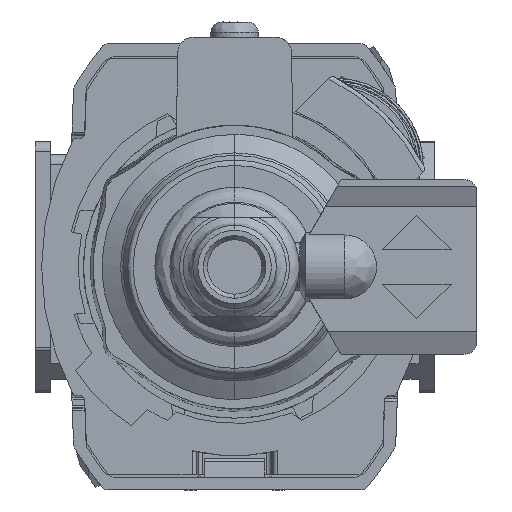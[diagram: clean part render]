
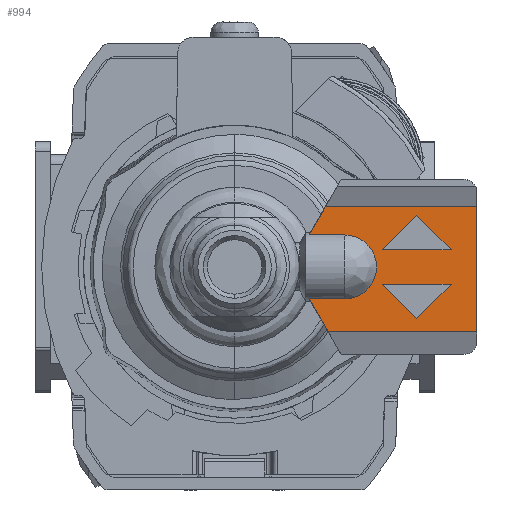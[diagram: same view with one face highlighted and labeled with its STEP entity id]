
A CAD part, front view. The second image highlights one B-rep face of the part: STEP entity #994.
In plain terms, the highlighted planar face has unit normal (0, -1, 0).
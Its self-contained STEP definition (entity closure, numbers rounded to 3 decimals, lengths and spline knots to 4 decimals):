
#87 = VERTEX_POINT ( 'NONE', #29002 ) ;
#250 = CARTESIAN_POINT ( 'NONE',  ( 0.3423, -4.2477, -0.1466 ) ) ;
#878 = ORIENTED_EDGE ( 'NONE', *, *, #15727, .F. ) ;
#994 = ADVANCED_FACE ( 'NONE', ( #3743, #37467, #36612 ), #33322, .F. ) ;
#1108 = ORIENTED_EDGE ( 'NONE', *, *, #1622, .F. ) ;
#1129 = CARTESIAN_POINT ( 'NONE',  ( 0.5051, -4.2477, 0. ) ) ;
#1511 = EDGE_LOOP ( 'NONE', ( #35205, #35851, #878 ) ) ;
#1544 = VERTEX_POINT ( 'NONE', #42149 ) ;
#1622 = EDGE_CURVE ( 'NONE', #25726, #32953, #35371, .T. ) ;
#1777 = VECTOR ( 'NONE', #37141, 39.3701 ) ;
#2181 = AXIS2_PLACEMENT_3D ( 'NONE', #36814, #10307, #19730 ) ;
#2251 = VERTEX_POINT ( 'NONE', #16151 ) ;
#2389 = EDGE_LOOP ( 'NONE', ( #3272, #16539, #13818 ) ) ;
#2435 = CARTESIAN_POINT ( 'NONE',  ( 1.1122, -4.2477, -0.2981 ) ) ;
#2843 = CARTESIAN_POINT ( 'NONE',  ( 0.6783, -4.2477, -0.0787 ) ) ;
#3182 = CARTESIAN_POINT ( 'NONE',  ( 1.1122, -4.2477, -0.0787 ) ) ;
#3272 = ORIENTED_EDGE ( 'NONE', *, *, #12213, .F. ) ;
#3630 = LINE ( 'NONE', #13707, #1777 ) ;
#3743 = FACE_BOUND ( 'NONE', #1511, .T. ) ;
#3776 = CARTESIAN_POINT ( 'NONE',  ( 0.5051, -4.2477, 0.1466 ) ) ;
#4003 = EDGE_CURVE ( 'NONE', #87, #13305, #28924, .T. ) ;
#4461 = VERTEX_POINT ( 'NONE', #10935 ) ;
#4634 = CARTESIAN_POINT ( 'NONE',  ( 0.9933, -4.2477, 0.0787 ) ) ;
#5209 = VECTOR ( 'NONE', #33244, 39.3701 ) ;
#5356 = CARTESIAN_POINT ( 'NONE',  ( 0.2576, -4.2477, 0. ) ) ;
#5410 = DIRECTION ( 'NONE',  ( 1., 0., 0. ) ) ;
#6042 = LINE ( 'NONE', #3182, #9717 ) ;
#6048 = EDGE_CURVE ( 'NONE', #13305, #25726, #3630, .T. ) ;
#6122 = DIRECTION ( 'NONE',  ( 0.707, 0., -0.707 ) ) ;
#7003 = VECTOR ( 'NONE', #9212, 39.3701 ) ;
#7051 = CARTESIAN_POINT ( 'NONE',  ( 0.3423, -4.2477, 0.1466 ) ) ;
#7619 = CARTESIAN_POINT ( 'NONE',  ( 0.6783, -4.2477, -0.0787 ) ) ;
#9118 = VECTOR ( 'NONE', #41448, 39.3701 ) ;
#9212 = DIRECTION ( 'NONE',  ( -1., 0., 0. ) ) ;
#9510 = VERTEX_POINT ( 'NONE', #36437 ) ;
#9717 = VECTOR ( 'NONE', #29479, 39.3701 ) ;
#10057 = VERTEX_POINT ( 'NONE', #16027 ) ;
#10307 = DIRECTION ( 'NONE',  ( 0., 1., 0. ) ) ;
#10874 = CARTESIAN_POINT ( 'NONE',  ( 1.1122, -4.2477, 0.2756 ) ) ;
#10935 = CARTESIAN_POINT ( 'NONE',  ( 1.1115, -4.2477, -0.2981 ) ) ;
#11186 = DIRECTION ( 'NONE',  ( -0.707, 0., -0.707 ) ) ;
#12213 = EDGE_CURVE ( 'NONE', #18325, #17816, #6042, .T. ) ;
#12488 = CARTESIAN_POINT ( 'NONE',  ( 0.4168, -4.2477, 0.2756 ) ) ;
#12831 = EDGE_CURVE ( 'NONE', #10057, #38281, #27202, .T. ) ;
#12931 = EDGE_CURVE ( 'NONE', #4461, #1544, #35742, .T. ) ;
#13305 = VERTEX_POINT ( 'NONE', #3776 ) ;
#13707 = CARTESIAN_POINT ( 'NONE',  ( 0.6626, -4.2477, 0.1466 ) ) ;
#13818 = ORIENTED_EDGE ( 'NONE', *, *, #41093, .F. ) ;
#13985 = CARTESIAN_POINT ( 'NONE',  ( 0.6783, -4.2477, 0.0787 ) ) ;
#14091 = CARTESIAN_POINT ( 'NONE',  ( 0.4297, -4.2477, -0.2981 ) ) ;
#14717 = CARTESIAN_POINT ( 'NONE',  ( 1.1122, -4.2477, 0.0787 ) ) ;
#15417 = DIRECTION ( 'NONE',  ( 0.5, 0., 0.866 ) ) ;
#15727 = EDGE_CURVE ( 'NONE', #39998, #10057, #31788, .T. ) ;
#16027 = CARTESIAN_POINT ( 'NONE',  ( 0.9933, -4.2477, 0.0787 ) ) ;
#16151 = CARTESIAN_POINT ( 'NONE',  ( 1.1115, -4.2477, 0.2756 ) ) ;
#16539 = ORIENTED_EDGE ( 'NONE', *, *, #32596, .F. ) ;
#16729 = VECTOR ( 'NONE', #41432, 39.3701 ) ;
#16997 = CARTESIAN_POINT ( 'NONE',  ( 0.8358, -4.2477, -0.2362 ) ) ;
#17785 = DIRECTION ( 'NONE',  ( -0.5, 0., 0.866 ) ) ;
#17816 = VERTEX_POINT ( 'NONE', #7619 ) ;
#18325 = VERTEX_POINT ( 'NONE', #34469 ) ;
#18975 = DIRECTION ( 'NONE',  ( 0., 0., -1. ) ) ;
#19350 = VECTOR ( 'NONE', #18975, 39.3701 ) ;
#19730 = DIRECTION ( 'NONE',  ( 0., 0., 1. ) ) ;
#19858 = EDGE_CURVE ( 'NONE', #1544, #41524, #30506, .T. ) ;
#20493 = LINE ( 'NONE', #10874, #21054 ) ;
#20867 = EDGE_LOOP ( 'NONE', ( #31080, #34802, #21555, #23588, #32467, #32321, #1108, #36091 ) ) ;
#21054 = VECTOR ( 'NONE', #30158, 39.3701 ) ;
#21257 = DIRECTION ( 'NONE',  ( 0., -1., 0. ) ) ;
#21555 = ORIENTED_EDGE ( 'NONE', *, *, #19858, .F. ) ;
#22579 = CARTESIAN_POINT ( 'NONE',  ( 0.8358, -4.2477, 0.2362 ) ) ;
#22725 = EDGE_CURVE ( 'NONE', #2251, #4461, #25322, .T. ) ;
#23588 = ORIENTED_EDGE ( 'NONE', *, *, #12931, .F. ) ;
#23891 = VECTOR ( 'NONE', #15417, 39.3701 ) ;
#24553 = DIRECTION ( 'NONE',  ( 0., 0., -1. ) ) ;
#24594 = EDGE_CURVE ( 'NONE', #38281, #39998, #37902, .T. ) ;
#25322 = LINE ( 'NONE', #29285, #19350 ) ;
#25726 = VERTEX_POINT ( 'NONE', #7051 ) ;
#27202 = LINE ( 'NONE', #4634, #16729 ) ;
#27901 = LINE ( 'NONE', #16997, #5209 ) ;
#28526 = EDGE_CURVE ( 'NONE', #32953, #2251, #20493, .T. ) ;
#28924 = CIRCLE ( 'NONE', #42241, 0.1466 ) ;
#29002 = CARTESIAN_POINT ( 'NONE',  ( 0.5051, -4.2477, -0.1466 ) ) ;
#29285 = CARTESIAN_POINT ( 'NONE',  ( 1.1115, -4.2477, 0.2756 ) ) ;
#29479 = DIRECTION ( 'NONE',  ( -1., 0., 0. ) ) ;
#30158 = DIRECTION ( 'NONE',  ( 1., 0., 0. ) ) ;
#30506 = LINE ( 'NONE', #14091, #41237 ) ;
#31080 = ORIENTED_EDGE ( 'NONE', *, *, #4003, .F. ) ;
#31311 = VECTOR ( 'NONE', #6122, 39.3701 ) ;
#31536 = CARTESIAN_POINT ( 'NONE',  ( 0.8358, -4.2477, 0.2362 ) ) ;
#31788 = LINE ( 'NONE', #14717, #9118 ) ;
#31897 = CARTESIAN_POINT ( 'NONE',  ( 0.6626, -4.2477, -0.1466 ) ) ;
#32321 = ORIENTED_EDGE ( 'NONE', *, *, #28526, .F. ) ;
#32467 = ORIENTED_EDGE ( 'NONE', *, *, #22725, .F. ) ;
#32596 = EDGE_CURVE ( 'NONE', #9510, #18325, #27901, .T. ) ;
#32617 = LINE ( 'NONE', #2843, #31311 ) ;
#32953 = VERTEX_POINT ( 'NONE', #12488 ) ;
#33244 = DIRECTION ( 'NONE',  ( 0.707, 0., 0.707 ) ) ;
#33322 = PLANE ( 'NONE',  #2181 ) ;
#34469 = CARTESIAN_POINT ( 'NONE',  ( 0.9933, -4.2477, -0.0787 ) ) ;
#34802 = ORIENTED_EDGE ( 'NONE', *, *, #37330, .F. ) ;
#35205 = ORIENTED_EDGE ( 'NONE', *, *, #24594, .F. ) ;
#35209 = LINE ( 'NONE', #31897, #38898 ) ;
#35371 = LINE ( 'NONE', #5356, #23891 ) ;
#35742 = LINE ( 'NONE', #2435, #7003 ) ;
#35851 = ORIENTED_EDGE ( 'NONE', *, *, #12831, .F. ) ;
#36091 = ORIENTED_EDGE ( 'NONE', *, *, #6048, .F. ) ;
#36437 = CARTESIAN_POINT ( 'NONE',  ( 0.8358, -4.2477, -0.2362 ) ) ;
#36612 = FACE_BOUND ( 'NONE', #2389, .T. ) ;
#36814 = CARTESIAN_POINT ( 'NONE',  ( 1.1122, -4.2477, 0.2756 ) ) ;
#37141 = DIRECTION ( 'NONE',  ( -1., 0., 0. ) ) ;
#37330 = EDGE_CURVE ( 'NONE', #41524, #87, #35209, .T. ) ;
#37467 = FACE_OUTER_BOUND ( 'NONE', #20867, .T. ) ;
#37902 = LINE ( 'NONE', #31536, #41152 ) ;
#38281 = VERTEX_POINT ( 'NONE', #22579 ) ;
#38898 = VECTOR ( 'NONE', #5410, 39.3701 ) ;
#39998 = VERTEX_POINT ( 'NONE', #13985 ) ;
#41093 = EDGE_CURVE ( 'NONE', #17816, #9510, #32617, .T. ) ;
#41152 = VECTOR ( 'NONE', #11186, 39.3701 ) ;
#41237 = VECTOR ( 'NONE', #17785, 39.3701 ) ;
#41432 = DIRECTION ( 'NONE',  ( -0.707, 0., 0.707 ) ) ;
#41448 = DIRECTION ( 'NONE',  ( 1., 0., 0. ) ) ;
#41524 = VERTEX_POINT ( 'NONE', #250 ) ;
#42149 = CARTESIAN_POINT ( 'NONE',  ( 0.4297, -4.2477, -0.2981 ) ) ;
#42241 = AXIS2_PLACEMENT_3D ( 'NONE', #1129, #21257, #24553 ) ;
